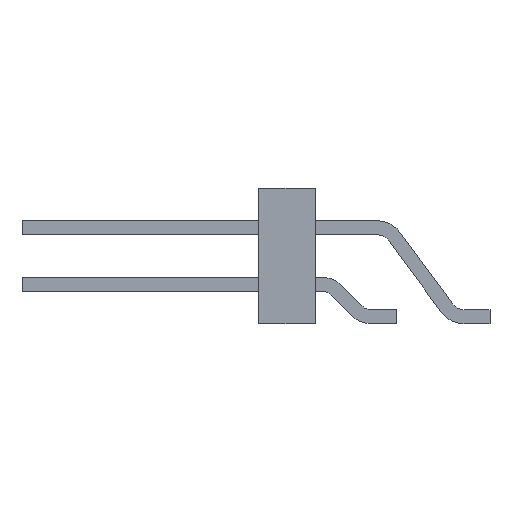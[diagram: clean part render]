
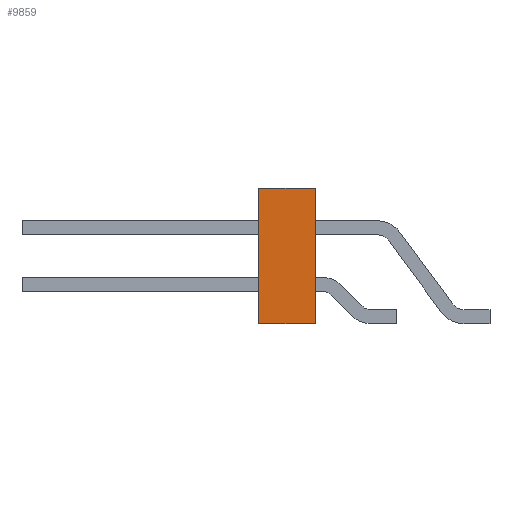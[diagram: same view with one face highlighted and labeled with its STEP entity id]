
A CAD part, left-side view. The second image highlights one B-rep face of the part: STEP entity #9859.
In plain terms, the highlighted face is planar.
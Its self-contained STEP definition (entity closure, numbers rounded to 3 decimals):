
#1090 = VERTEX_POINT('',#1091);
#1091 = CARTESIAN_POINT('',(10.16,3.048,1.27));
#1097 = EDGE_CURVE('',#1090,#1098,#1100,.T.);
#1098 = VERTEX_POINT('',#1099);
#1099 = CARTESIAN_POINT('',(10.16,3.048,-1.27));
#1100 = LINE('',#1101,#1102);
#1101 = CARTESIAN_POINT('',(10.16,3.048,1.27));
#1102 = VECTOR('',#1103,1.);
#1103 = DIRECTION('',(0.,0.,-1.));
#4156 = VERTEX_POINT('',#4157);
#4157 = CARTESIAN_POINT('',(10.16,-3.048,-1.27));
#4163 = EDGE_CURVE('',#4164,#4156,#4166,.T.);
#4164 = VERTEX_POINT('',#4165);
#4165 = CARTESIAN_POINT('',(10.16,-3.048,1.27));
#4166 = LINE('',#4167,#4168);
#4167 = CARTESIAN_POINT('',(10.16,-3.048,1.27));
#4168 = VECTOR('',#4169,1.);
#4169 = DIRECTION('',(0.,0.,-1.));
#7489 = EDGE_CURVE('',#4164,#1090,#7490,.T.);
#7490 = LINE('',#7491,#7492);
#7491 = CARTESIAN_POINT('',(10.16,-3.048,1.27));
#7492 = VECTOR('',#7493,1.);
#7493 = DIRECTION('',(0.,1.,0.));
#8748 = EDGE_CURVE('',#4156,#1098,#8749,.T.);
#8749 = LINE('',#8750,#8751);
#8750 = CARTESIAN_POINT('',(10.16,-3.048,-1.27));
#8751 = VECTOR('',#8752,1.);
#8752 = DIRECTION('',(0.,1.,0.));
#9859 = ADVANCED_FACE('',(#9860),#9866,.F.);
#9860 = FACE_BOUND('',#9861,.T.);
#9861 = EDGE_LOOP('',(#9862,#9863,#9864,#9865));
#9862 = ORIENTED_EDGE('',*,*,#8748,.T.);
#9863 = ORIENTED_EDGE('',*,*,#1097,.F.);
#9864 = ORIENTED_EDGE('',*,*,#7489,.F.);
#9865 = ORIENTED_EDGE('',*,*,#4163,.T.);
#9866 = PLANE('',#9867);
#9867 = AXIS2_PLACEMENT_3D('',#9868,#9869,#9870);
#9868 = CARTESIAN_POINT('',(10.16,-3.048,1.27));
#9869 = DIRECTION('',(-1.,0.,0.));
#9870 = DIRECTION('',(0.,0.,1.));
